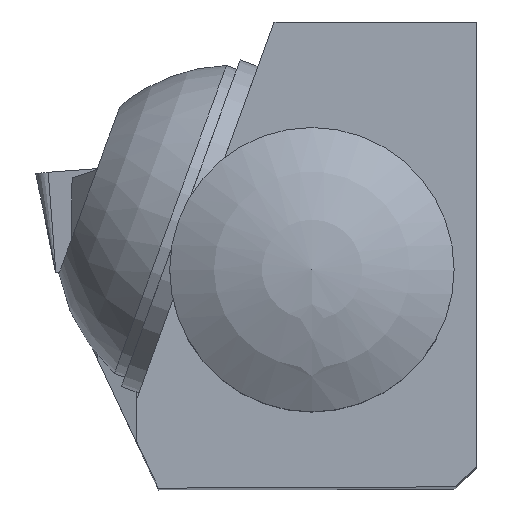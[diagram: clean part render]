
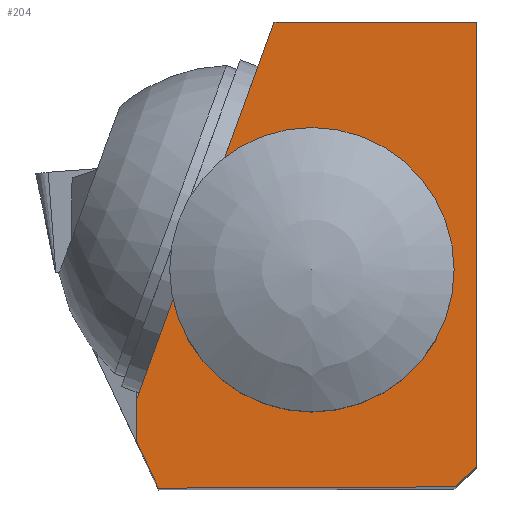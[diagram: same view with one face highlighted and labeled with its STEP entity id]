
A CAD part, top view. The second image highlights one B-rep face of the part: STEP entity #204.
In plain terms, the highlighted planar face has unit normal (0, 0, 1).
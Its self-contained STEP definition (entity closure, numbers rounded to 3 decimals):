
#122=FACE_BOUND('',#312,.T.);
#123=FACE_BOUND('',#313,.T.);
#168=CIRCLE('',#956,2.5);
#204=ADVANCED_FACE('',(#122,#123),#254,.F.);
#254=PLANE('',#957);
#312=EDGE_LOOP('',(#427));
#313=EDGE_LOOP('',(#428,#429,#430,#431,#432,#433,#434));
#427=ORIENTED_EDGE('',*,*,#683,.T.);
#428=ORIENTED_EDGE('',*,*,#684,.T.);
#429=ORIENTED_EDGE('',*,*,#685,.T.);
#430=ORIENTED_EDGE('',*,*,#686,.T.);
#431=ORIENTED_EDGE('',*,*,#687,.T.);
#432=ORIENTED_EDGE('',*,*,#671,.F.);
#433=ORIENTED_EDGE('',*,*,#688,.T.);
#434=ORIENTED_EDGE('',*,*,#679,.F.);
#591=VERTEX_POINT('',#1340);
#594=VERTEX_POINT('',#1346);
#600=VERTEX_POINT('',#1362);
#601=VERTEX_POINT('',#1364);
#603=VERTEX_POINT('',#1372);
#604=VERTEX_POINT('',#1374);
#605=VERTEX_POINT('',#1376);
#606=VERTEX_POINT('',#1378);
#671=EDGE_CURVE('',#594,#591,#767,.T.);
#679=EDGE_CURVE('',#600,#601,#774,.T.);
#683=EDGE_CURVE('',#603,#603,#168,.T.);
#684=EDGE_CURVE('',#600,#604,#778,.T.);
#685=EDGE_CURVE('',#604,#605,#779,.T.);
#686=EDGE_CURVE('',#605,#606,#780,.T.);
#687=EDGE_CURVE('',#606,#591,#781,.T.);
#688=EDGE_CURVE('',#594,#601,#782,.T.);
#767=LINE('',#1347,#834);
#774=LINE('',#1363,#841);
#778=LINE('',#1373,#845);
#779=LINE('',#1375,#846);
#780=LINE('',#1377,#847);
#781=LINE('',#1379,#848);
#782=LINE('',#1380,#849);
#834=VECTOR('',#1079,1.);
#841=VECTOR('',#1092,1.);
#845=VECTOR('',#1102,1.);
#846=VECTOR('',#1103,1.);
#847=VECTOR('',#1104,1.);
#848=VECTOR('',#1105,1.);
#849=VECTOR('',#1106,1.);
#956=AXIS2_PLACEMENT_3D('',#1371,#1100,#1101);
#957=AXIS2_PLACEMENT_3D('',#1381,#1107,#1108);
#1079=DIRECTION('',(0.342,0.94,0.));
#1092=DIRECTION('',(-0.423,0.906,0.));
#1100=DIRECTION('',(0.,0.,-1.));
#1101=DIRECTION('',(0.,-1.,0.));
#1102=DIRECTION('',(1.,0.004,0.));
#1103=DIRECTION('',(0.706,0.709,0.));
#1104=DIRECTION('',(0.,1.,0.));
#1105=DIRECTION('',(-1.,0.,0.));
#1106=DIRECTION('',(0.,-1.,0.));
#1107=DIRECTION('',(0.,0.,-1.));
#1108=DIRECTION('',(0.,-1.,0.));
#1340=CARTESIAN_POINT('',(-6.4,14.75,-8.));
#1346=CARTESIAN_POINT('',(-10.75,2.8,-8.));
#1347=CARTESIAN_POINT('',(-11.769,0.,-8.));
#1362=CARTESIAN_POINT('',(-10.059,0.,-8.));
#1363=CARTESIAN_POINT('',(-13.912,8.263,-8.));
#1364=CARTESIAN_POINT('',(-10.75,1.482,-8.));
#1371=CARTESIAN_POINT('',(-5.2,6.9,-8.));
#1372=CARTESIAN_POINT('',(-5.2,4.4,-8.));
#1373=CARTESIAN_POINT('',(0.064,0.044,-8.));
#1374=CARTESIAN_POINT('',(-0.65,0.041,-8.));
#1375=CARTESIAN_POINT('',(-0.65,0.041,-8.));
#1376=CARTESIAN_POINT('',(0.,0.694,-8.));
#1377=CARTESIAN_POINT('',(0.,0.,-8.));
#1378=CARTESIAN_POINT('',(0.,14.75,-8.));
#1379=CARTESIAN_POINT('',(0.,14.75,-8.));
#1380=CARTESIAN_POINT('',(-10.75,16.,-8.));
#1381=CARTESIAN_POINT('',(0.,14.75,-8.));
